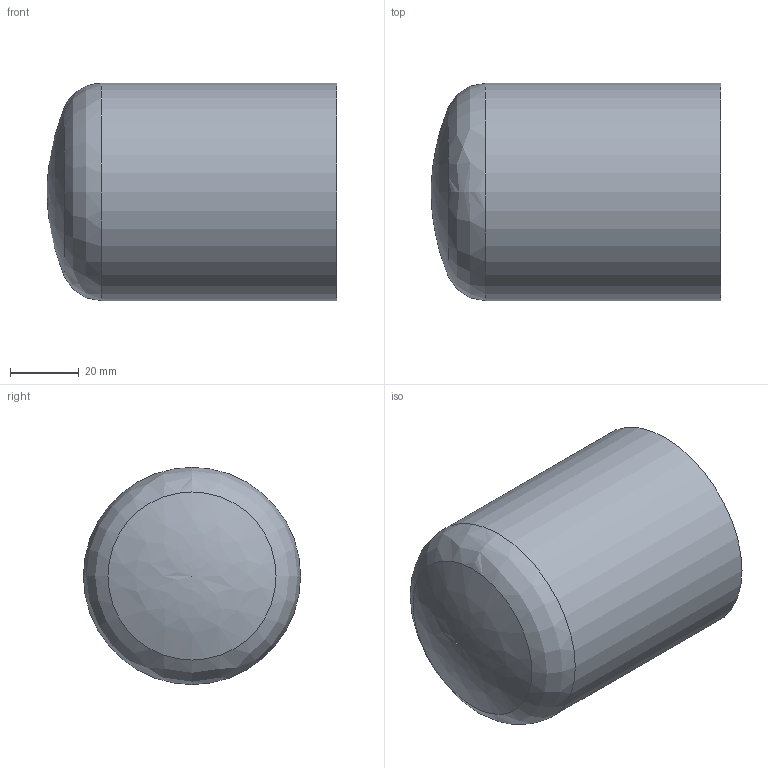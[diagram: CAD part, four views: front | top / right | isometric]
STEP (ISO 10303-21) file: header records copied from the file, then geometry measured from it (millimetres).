
FILE_DESCRIPTION (( 'STEP AP203' ), '1' );
FILE_NAME ('581212020.STEP', '2017-07-28T17:14:55', ( '' ), ( '' ), 'SwSTEP 2.0', 'SolidWorks 2017', '' );
FILE_SCHEMA (( 'CONFIG_CONTROL_DESIGN' ));
Length unit declared in the file: inch
Products named in the file (1): 581212020
Bounding box: 84 x 63 x 63 mm (x, y, z)
Volume: 91606.3 mm3; surface area: 32703.9 mm2
Topology: 1 solids, 1 shells, 7 faces, 18 edges, 12 vertices
Faces by surface type: bspline 4, cylinder 2, plane 1
Full cylindrical faces by diameter (mm): 51.4 x1, 63 x1
Entity records: 305 total; most frequent: CARTESIAN_POINT 128, DIRECTION 20, ORIENTED_EDGE 12, EDGE_LOOP 12, FACE_OUTER_BOUND 11, AXIS2_PLACEMENT_3D 10, PERSON_AND_ORGANIZATION 8, ADVANCED_FACE 7
